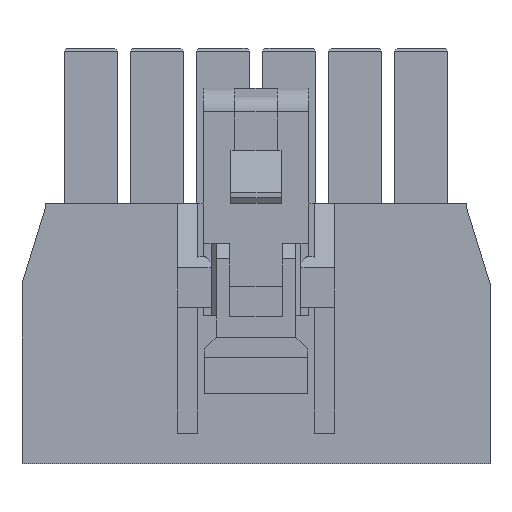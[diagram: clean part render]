
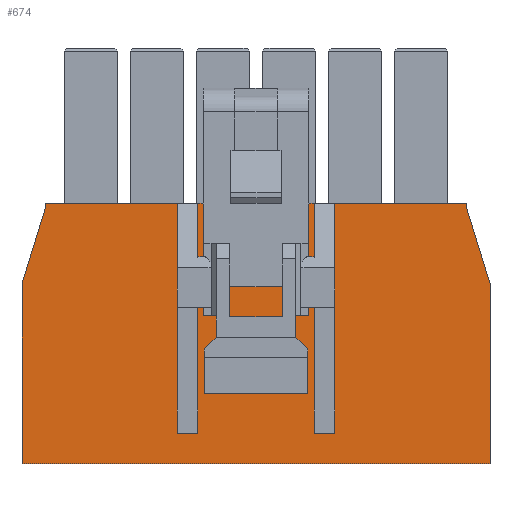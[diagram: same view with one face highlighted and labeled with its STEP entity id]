
A CAD part, front view. The second image highlights one B-rep face of the part: STEP entity #674.
In plain terms, the highlighted planar face has unit normal (0, -1, 0).
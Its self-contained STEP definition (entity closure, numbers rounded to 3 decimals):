
#77=FACE_OUTER_BOUND('',#1966,.T.);
#674=ADVANCED_FACE('',(#77),#1284,.T.);
#1284=PLANE('',#11284);
#1966=EDGE_LOOP('',(#2901,#2902,#2903,#2904,#2905,#2906,#2907,#2908,#2909,
#2910,#2911,#2912,#2913,#2914,#2915,#2916,#2917,#2918,#2919,#2920));
#2901=ORIENTED_EDGE('',*,*,#6913,.T.);
#2902=ORIENTED_EDGE('',*,*,#6939,.F.);
#2903=ORIENTED_EDGE('',*,*,#6662,.T.);
#2904=ORIENTED_EDGE('',*,*,#6940,.F.);
#2905=ORIENTED_EDGE('',*,*,#6941,.T.);
#2906=ORIENTED_EDGE('',*,*,#6942,.T.);
#2907=ORIENTED_EDGE('',*,*,#6654,.T.);
#2908=ORIENTED_EDGE('',*,*,#6943,.T.);
#2909=ORIENTED_EDGE('',*,*,#6911,.T.);
#2910=ORIENTED_EDGE('',*,*,#6944,.T.);
#2911=ORIENTED_EDGE('',*,*,#6670,.T.);
#2912=ORIENTED_EDGE('',*,*,#6945,.T.);
#2913=ORIENTED_EDGE('',*,*,#6946,.T.);
#2914=ORIENTED_EDGE('',*,*,#6947,.T.);
#2915=ORIENTED_EDGE('',*,*,#6757,.T.);
#2916=ORIENTED_EDGE('',*,*,#6948,.T.);
#2917=ORIENTED_EDGE('',*,*,#6949,.T.);
#2918=ORIENTED_EDGE('',*,*,#6950,.T.);
#2919=ORIENTED_EDGE('',*,*,#6666,.T.);
#2920=ORIENTED_EDGE('',*,*,#6951,.F.);
#5680=VERTEX_POINT('',#14704);
#5681=VERTEX_POINT('',#14705);
#5688=VERTEX_POINT('',#14719);
#5689=VERTEX_POINT('',#14721);
#5692=VERTEX_POINT('',#14727);
#5693=VERTEX_POINT('',#14729);
#5696=VERTEX_POINT('',#14735);
#5697=VERTEX_POINT('',#14737);
#5781=VERTEX_POINT('',#14910);
#5782=VERTEX_POINT('',#14912);
#5913=VERTEX_POINT('',#15211);
#5915=VERTEX_POINT('',#15215);
#5916=VERTEX_POINT('',#15219);
#5918=VERTEX_POINT('',#15222);
#5937=VERTEX_POINT('',#15274);
#5938=VERTEX_POINT('',#15276);
#5939=VERTEX_POINT('',#15281);
#5940=VERTEX_POINT('',#15283);
#5941=VERTEX_POINT('',#15286);
#5942=VERTEX_POINT('',#15288);
#6654=EDGE_CURVE('',#5680,#5681,#8202,.T.);
#6662=EDGE_CURVE('',#5689,#5688,#8210,.T.);
#6666=EDGE_CURVE('',#5693,#5692,#8214,.T.);
#6670=EDGE_CURVE('',#5697,#5696,#8218,.T.);
#6757=EDGE_CURVE('',#5782,#5781,#8305,.T.);
#6911=EDGE_CURVE('',#5913,#5915,#8457,.T.);
#6913=EDGE_CURVE('',#5918,#5916,#8459,.T.);
#6939=EDGE_CURVE('',#5689,#5916,#8485,.T.);
#6940=EDGE_CURVE('',#5937,#5688,#8486,.T.);
#6941=EDGE_CURVE('',#5937,#5938,#8487,.T.);
#6942=EDGE_CURVE('',#5938,#5680,#8488,.T.);
#6943=EDGE_CURVE('',#5681,#5913,#8489,.T.);
#6944=EDGE_CURVE('',#5915,#5697,#8490,.T.);
#6945=EDGE_CURVE('',#5696,#5939,#8491,.T.);
#6946=EDGE_CURVE('',#5939,#5940,#8492,.T.);
#6947=EDGE_CURVE('',#5940,#5782,#8493,.T.);
#6948=EDGE_CURVE('',#5781,#5941,#8494,.T.);
#6949=EDGE_CURVE('',#5941,#5942,#8495,.T.);
#6950=EDGE_CURVE('',#5942,#5693,#8496,.T.);
#6951=EDGE_CURVE('',#5918,#5692,#8497,.T.);
#8202=LINE('',#14703,#9738);
#8210=LINE('',#14720,#9746);
#8214=LINE('',#14728,#9750);
#8218=LINE('',#14736,#9754);
#8305=LINE('',#14911,#9841);
#8457=LINE('',#15216,#9993);
#8459=LINE('',#15221,#9995);
#8485=LINE('',#15272,#10021);
#8486=LINE('',#15273,#10022);
#8487=LINE('',#15275,#10023);
#8488=LINE('',#15277,#10024);
#8489=LINE('',#15278,#10025);
#8490=LINE('',#15279,#10026);
#8491=LINE('',#15280,#10027);
#8492=LINE('',#15282,#10028);
#8493=LINE('',#15284,#10029);
#8494=LINE('',#15285,#10030);
#8495=LINE('',#15287,#10031);
#8496=LINE('',#15289,#10032);
#8497=LINE('',#15290,#10033);
#9738=VECTOR('',#11900,1.);
#9746=VECTOR('',#11908,1.);
#9750=VECTOR('',#11912,1.);
#9754=VECTOR('',#11916,1.);
#9841=VECTOR('',#12009,1.);
#9993=VECTOR('',#12199,1.);
#9995=VECTOR('',#12203,1.);
#10021=VECTOR('',#12241,1.);
#10022=VECTOR('',#12242,1.);
#10023=VECTOR('',#12243,1.);
#10024=VECTOR('',#12244,1.);
#10025=VECTOR('',#12245,1.);
#10026=VECTOR('',#12246,1.);
#10027=VECTOR('',#12247,1.);
#10028=VECTOR('',#12248,1.);
#10029=VECTOR('',#12249,1.);
#10030=VECTOR('',#12250,1.);
#10031=VECTOR('',#12251,1.);
#10032=VECTOR('',#12252,1.);
#10033=VECTOR('',#12253,1.);
#11284=AXIS2_PLACEMENT_3D('',#15291,#12254,#12255);
#11900=DIRECTION('',(-1.,0.,0.));
#11908=DIRECTION('',(-1.,0.,0.));
#11912=DIRECTION('',(-1.,0.,0.));
#11916=DIRECTION('',(-1.,0.,0.));
#12009=DIRECTION('',(1.,0.,0.));
#12199=DIRECTION('',(-1.,0.,0.));
#12203=DIRECTION('',(-1.,0.,0.));
#12241=DIRECTION('',(0.,0.,-1.));
#12242=DIRECTION('',(0.,0.,-1.));
#12243=DIRECTION('',(-1.,0.,0.));
#12244=DIRECTION('',(0.,0.,-1.));
#12245=DIRECTION('',(0.,0.,-1.));
#12246=DIRECTION('',(0.,0.,1.));
#12247=DIRECTION('',(0.,0.,-1.));
#12248=DIRECTION('',(-0.294,0.,-0.956));
#12249=DIRECTION('',(0.,0.,-1.));
#12250=DIRECTION('',(0.,0.,1.));
#12251=DIRECTION('',(-0.294,0.,0.956));
#12252=DIRECTION('',(0.,0.,1.));
#12253=DIRECTION('',(0.,0.,1.));
#12254=DIRECTION('',(0.,-1.,0.));
#12255=DIRECTION('',(0.,0.,-1.));
#14703=CARTESIAN_POINT('',(-1.593,8.89,-5.615));
#14704=CARTESIAN_POINT('',(-1.393,8.89,-5.615));
#14705=CARTESIAN_POINT('',(-1.593,8.89,-5.615));
#14719=CARTESIAN_POINT('',(2.607,8.89,-5.615));
#14720=CARTESIAN_POINT('',(-1.593,8.89,-5.615));
#14721=CARTESIAN_POINT('',(2.807,8.89,-5.615));
#14727=CARTESIAN_POINT('',(3.577,8.89,-5.615));
#14728=CARTESIAN_POINT('',(8.577,8.89,-5.615));
#14729=CARTESIAN_POINT('',(8.577,8.89,-5.615));
#14735=CARTESIAN_POINT('',(-7.363,8.89,-5.615));
#14736=CARTESIAN_POINT('',(8.577,8.89,-5.615));
#14737=CARTESIAN_POINT('',(-2.363,8.89,-5.615));
#14910=CARTESIAN_POINT('',(9.457,8.89,-15.465));
#14911=CARTESIAN_POINT('',(-7.363,8.89,-15.465));
#14912=CARTESIAN_POINT('',(-8.243,8.89,-15.465));
#15211=CARTESIAN_POINT('',(-1.593,8.89,-14.315));
#15215=CARTESIAN_POINT('',(-2.363,8.89,-14.315));
#15216=CARTESIAN_POINT('',(3.577,8.89,-14.315));
#15219=CARTESIAN_POINT('',(2.807,8.89,-14.315));
#15221=CARTESIAN_POINT('',(3.577,8.89,-14.315));
#15222=CARTESIAN_POINT('',(3.577,8.89,-14.315));
#15272=CARTESIAN_POINT('',(2.807,8.89,-4.745));
#15273=CARTESIAN_POINT('',(2.607,8.89,-2.665));
#15274=CARTESIAN_POINT('',(2.607,8.89,-2.665));
#15275=CARTESIAN_POINT('',(2.607,8.89,-2.665));
#15276=CARTESIAN_POINT('',(-1.393,8.89,-2.665));
#15277=CARTESIAN_POINT('',(-1.393,8.89,-2.665));
#15278=CARTESIAN_POINT('',(-1.593,8.89,-4.745));
#15279=CARTESIAN_POINT('',(-2.363,8.89,-14.315));
#15280=CARTESIAN_POINT('',(-7.363,8.89,-5.615));
#15281=CARTESIAN_POINT('',(-7.363,8.89,-5.805));
#15282=CARTESIAN_POINT('',(-7.363,8.89,-5.805));
#15283=CARTESIAN_POINT('',(-8.243,8.89,-8.665));
#15284=CARTESIAN_POINT('',(-8.243,8.89,-8.665));
#15285=CARTESIAN_POINT('',(9.457,8.89,-15.465));
#15286=CARTESIAN_POINT('',(9.457,8.89,-8.665));
#15287=CARTESIAN_POINT('',(9.457,8.89,-8.665));
#15288=CARTESIAN_POINT('',(8.577,8.89,-5.805));
#15289=CARTESIAN_POINT('',(8.577,8.89,-15.465));
#15290=CARTESIAN_POINT('',(3.577,8.89,-14.315));
#15291=CARTESIAN_POINT('',(0.,8.89,0.));
